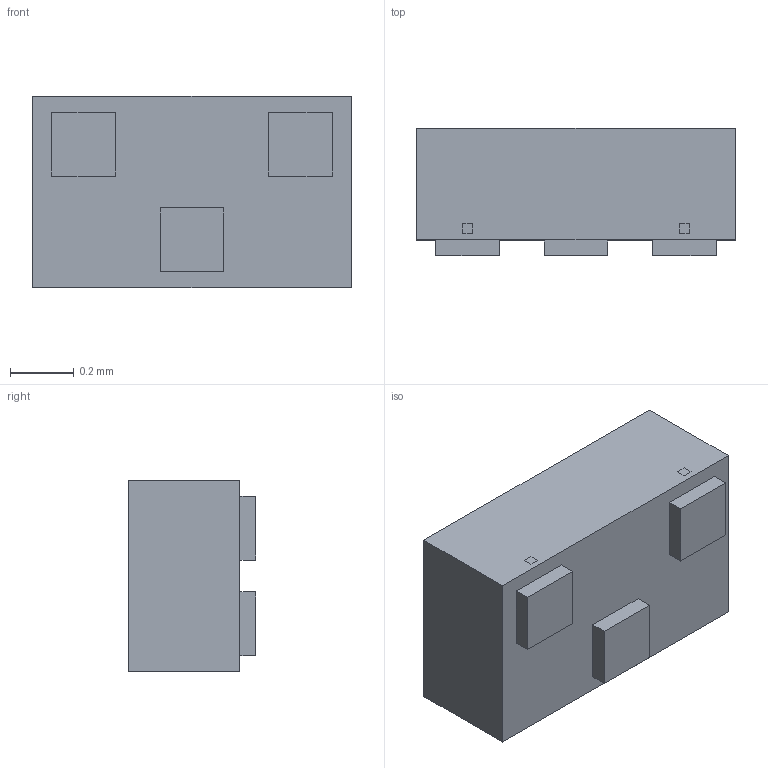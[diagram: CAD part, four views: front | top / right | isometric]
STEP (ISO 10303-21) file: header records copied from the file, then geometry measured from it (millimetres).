
FILE_DESCRIPTION (( 'STEP AP214' ), '1' );
FILE_NAME ('DMX3.STEP', '2020-08-11T09:19:52', ( '' ), ( '' ), 'SwSTEP 2.0', 'SolidWorks 2017', '' );
FILE_SCHEMA (( 'AUTOMOTIVE_DESIGN' ));
Length unit declared in the file: millimetre
Products named in the file (1): DMX3
Bounding box: 1 x 0.4 x 0.6 mm (x, y, z)
Volume: 0.2 mm3; surface area: 2.8 mm2
Topology: 7 solids, 7 shells, 57 faces, 120 edges, 80 vertices
Faces by surface type: plane 57
Entity records: 1582 total; most frequent: CARTESIAN_POINT 258, ORIENTED_EDGE 240, DIRECTION 236, EDGE_CURVE 120, VECTOR 120, LINE 120, VERTEX_POINT 80, EDGE_LOOP 60
